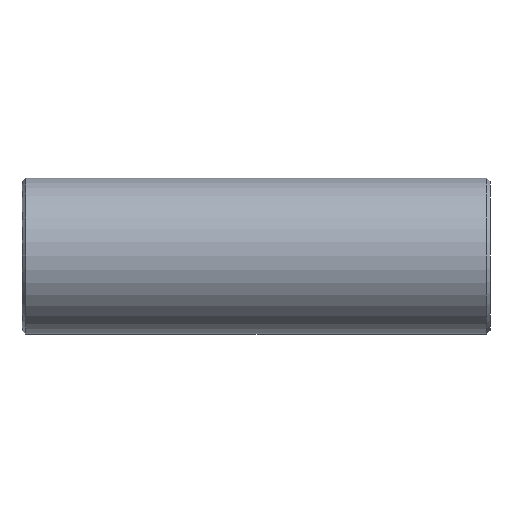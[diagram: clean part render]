
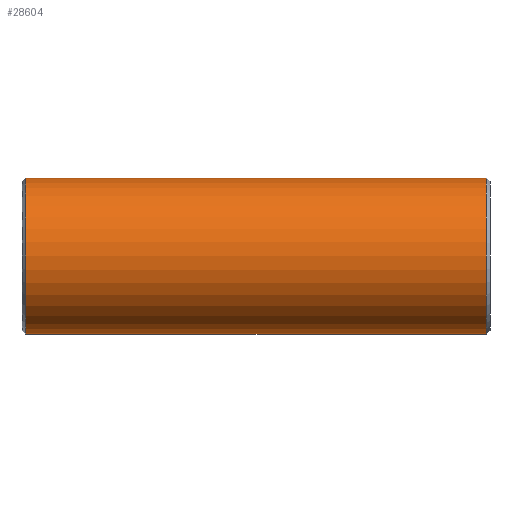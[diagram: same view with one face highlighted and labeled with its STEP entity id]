
A CAD part, front view. The second image highlights one B-rep face of the part: STEP entity #28604.
In plain terms, the highlighted cylindrical face has radius 6.25 mm (diameter 12.5 mm), a full revolution.
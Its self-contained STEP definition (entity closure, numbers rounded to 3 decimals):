
#134 = CONICAL_SURFACE('',#135,5.95,0.785);
#135 = AXIS2_PLACEMENT_3D('',#136,#137,#138);
#136 = CARTESIAN_POINT('',(-37.5,0.,0.));
#137 = DIRECTION('',(1.,0.,0.));
#138 = DIRECTION('',(0.,0.,1.));
#10641 = VERTEX_POINT('',#10642);
#10642 = CARTESIAN_POINT('',(-37.2,0.,6.25));
#10663 = EDGE_CURVE('',#10641,#10641,#10664,.T.);
#10664 = SURFACE_CURVE('',#10665,(#10670,#10677),.PCURVE_S1.);
#10665 = CIRCLE('',#10666,6.25);
#10666 = AXIS2_PLACEMENT_3D('',#10667,#10668,#10669);
#10667 = CARTESIAN_POINT('',(-37.2,0.,0.));
#10668 = DIRECTION('',(1.,0.,0.));
#10669 = DIRECTION('',(0.,0.,1.));
#10670 = PCURVE('',#134,#10671);
#10671 = DEFINITIONAL_REPRESENTATION('',(#10672),#10676);
#10672 = LINE('',#10673,#10674);
#10673 = CARTESIAN_POINT('',(0.,0.3));
#10674 = VECTOR('',#10675,1.);
#10675 = DIRECTION('',(1.,0.));
#10676 = ( GEOMETRIC_REPRESENTATION_CONTEXT(2) 
PARAMETRIC_REPRESENTATION_CONTEXT() REPRESENTATION_CONTEXT('2D SPACE',''
  ) );
#10677 = PCURVE('',#10678,#10683);
#10678 = CYLINDRICAL_SURFACE('',#10679,6.25);
#10679 = AXIS2_PLACEMENT_3D('',#10680,#10681,#10682);
#10680 = CARTESIAN_POINT('',(-37.2,0.,0.));
#10681 = DIRECTION('',(1.,0.,0.));
#10682 = DIRECTION('',(0.,0.,1.));
#10683 = DEFINITIONAL_REPRESENTATION('',(#10684),#10688);
#10684 = LINE('',#10685,#10686);
#10685 = CARTESIAN_POINT('',(0.,0.));
#10686 = VECTOR('',#10687,1.);
#10687 = DIRECTION('',(1.,0.));
#10688 = ( GEOMETRIC_REPRESENTATION_CONTEXT(2) 
PARAMETRIC_REPRESENTATION_CONTEXT() REPRESENTATION_CONTEXT('2D SPACE',''
  ) );
#28604 = ADVANCED_FACE('',(#28605),#10678,.T.);
#28605 = FACE_BOUND('',#28606,.T.);
#28606 = EDGE_LOOP('',(#28607,#28608,#28631,#28658));
#28607 = ORIENTED_EDGE('',*,*,#10663,.T.);
#28608 = ORIENTED_EDGE('',*,*,#28609,.T.);
#28609 = EDGE_CURVE('',#10641,#28610,#28612,.T.);
#28610 = VERTEX_POINT('',#28611);
#28611 = CARTESIAN_POINT('',(-0.3,0.,6.25));
#28612 = SEAM_CURVE('',#28613,(#28617,#28624),.PCURVE_S1.);
#28613 = LINE('',#28614,#28615);
#28614 = CARTESIAN_POINT('',(-37.2,0.,6.25));
#28615 = VECTOR('',#28616,1.);
#28616 = DIRECTION('',(1.,0.,0.));
#28617 = PCURVE('',#10678,#28618);
#28618 = DEFINITIONAL_REPRESENTATION('',(#28619),#28623);
#28619 = LINE('',#28620,#28621);
#28620 = CARTESIAN_POINT('',(0.,0.));
#28621 = VECTOR('',#28622,1.);
#28622 = DIRECTION('',(0.,1.));
#28623 = ( GEOMETRIC_REPRESENTATION_CONTEXT(2) 
PARAMETRIC_REPRESENTATION_CONTEXT() REPRESENTATION_CONTEXT('2D SPACE',''
  ) );
#28624 = PCURVE('',#10678,#28625);
#28625 = DEFINITIONAL_REPRESENTATION('',(#28626),#28630);
#28626 = LINE('',#28627,#28628);
#28627 = CARTESIAN_POINT('',(6.283,0.));
#28628 = VECTOR('',#28629,1.);
#28629 = DIRECTION('',(0.,1.));
#28630 = ( GEOMETRIC_REPRESENTATION_CONTEXT(2) 
PARAMETRIC_REPRESENTATION_CONTEXT() REPRESENTATION_CONTEXT('2D SPACE',''
  ) );
#28631 = ORIENTED_EDGE('',*,*,#28632,.F.);
#28632 = EDGE_CURVE('',#28610,#28610,#28633,.T.);
#28633 = SURFACE_CURVE('',#28634,(#28639,#28646),.PCURVE_S1.);
#28634 = CIRCLE('',#28635,6.25);
#28635 = AXIS2_PLACEMENT_3D('',#28636,#28637,#28638);
#28636 = CARTESIAN_POINT('',(-0.3,0.,0.));
#28637 = DIRECTION('',(1.,0.,0.));
#28638 = DIRECTION('',(0.,0.,1.));
#28639 = PCURVE('',#10678,#28640);
#28640 = DEFINITIONAL_REPRESENTATION('',(#28641),#28645);
#28641 = LINE('',#28642,#28643);
#28642 = CARTESIAN_POINT('',(0.,36.9));
#28643 = VECTOR('',#28644,1.);
#28644 = DIRECTION('',(1.,0.));
#28645 = ( GEOMETRIC_REPRESENTATION_CONTEXT(2) 
PARAMETRIC_REPRESENTATION_CONTEXT() REPRESENTATION_CONTEXT('2D SPACE',''
  ) );
#28646 = PCURVE('',#28647,#28652);
#28647 = CONICAL_SURFACE('',#28648,6.25,0.785);
#28648 = AXIS2_PLACEMENT_3D('',#28649,#28650,#28651);
#28649 = CARTESIAN_POINT('',(-0.3,0.,0.));
#28650 = DIRECTION('',(-1.,-0.,-0.));
#28651 = DIRECTION('',(0.,0.,1.));
#28652 = DEFINITIONAL_REPRESENTATION('',(#28653),#28657);
#28653 = LINE('',#28654,#28655);
#28654 = CARTESIAN_POINT('',(-0.,-0.));
#28655 = VECTOR('',#28656,1.);
#28656 = DIRECTION('',(-1.,-0.));
#28657 = ( GEOMETRIC_REPRESENTATION_CONTEXT(2) 
PARAMETRIC_REPRESENTATION_CONTEXT() REPRESENTATION_CONTEXT('2D SPACE',''
  ) );
#28658 = ORIENTED_EDGE('',*,*,#28609,.F.);
